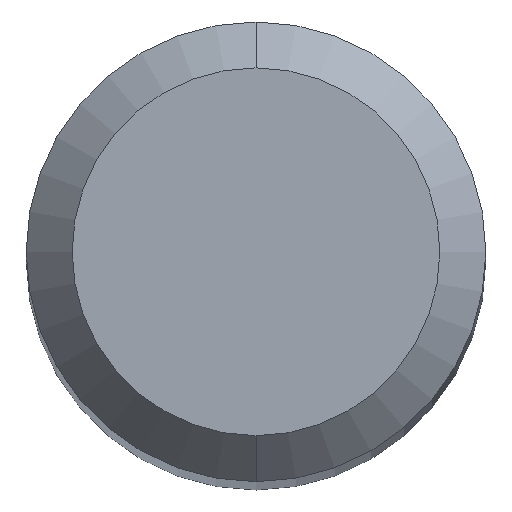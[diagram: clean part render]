
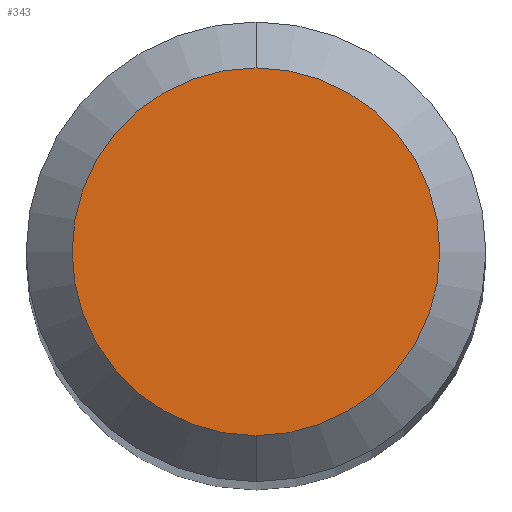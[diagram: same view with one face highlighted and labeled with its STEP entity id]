
A CAD part, top view. The second image highlights one B-rep face of the part: STEP entity #343.
In plain terms, the highlighted planar face has unit normal (0, 0, 1).
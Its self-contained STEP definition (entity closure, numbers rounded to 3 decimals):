
#205=EDGE_CURVE('',#211,#431,#517,.T.);
#211=VERTEX_POINT('',#523);
#295=EDGE_CURVE('',#431,#211,#618,.T.);
#343=ADVANCED_FACE('',(#669),#670,.T.);
#431=VERTEX_POINT('',#766);
#517=CIRCLE('',#863,1.2);
#523=CARTESIAN_POINT('',(0.,-1.2,0.0));
#618=CIRCLE('',#1065,1.2);
#669=FACE_OUTER_BOUND('',#1162,.T.);
#670=PLANE('',#1163);
#766=CARTESIAN_POINT('',(0.0,1.2,0.0));
#863=AXIS2_PLACEMENT_3D('',#1497,#1498,#1499);
#1065=AXIS2_PLACEMENT_3D('',#1616,#1617,#1618);
#1162=EDGE_LOOP('',(#1673,#1674));
#1163=AXIS2_PLACEMENT_3D('',#1675,#1676,#1677);
#1497=CARTESIAN_POINT('',(0.0,0.0,0.0));
#1498=DIRECTION('',(0.0,0.0,-1.0));
#1499=DIRECTION('',(0.0,1.0,0.0));
#1616=CARTESIAN_POINT('',(0.0,0.0,0.0));
#1617=DIRECTION('',(0.0,0.0,-1.0));
#1618=DIRECTION('',(0.0,1.0,0.0));
#1673=ORIENTED_EDGE('',*,*,#295,.F.);
#1674=ORIENTED_EDGE('',*,*,#205,.F.);
#1675=CARTESIAN_POINT('',(0.0,0.6,0.0));
#1676=DIRECTION('',(-0.0,0.0,1.0));
#1677=DIRECTION('',(0.0,-1.0,0.0));
